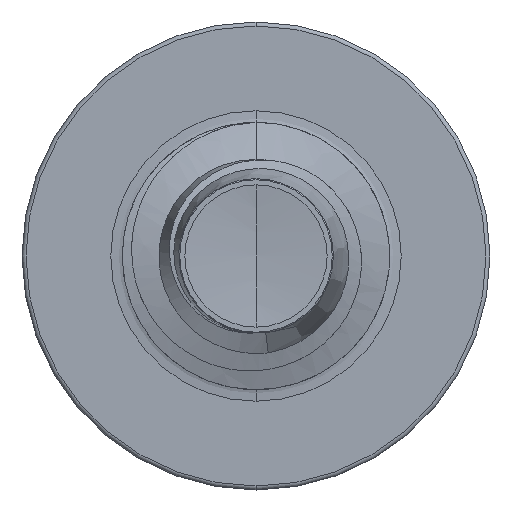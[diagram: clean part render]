
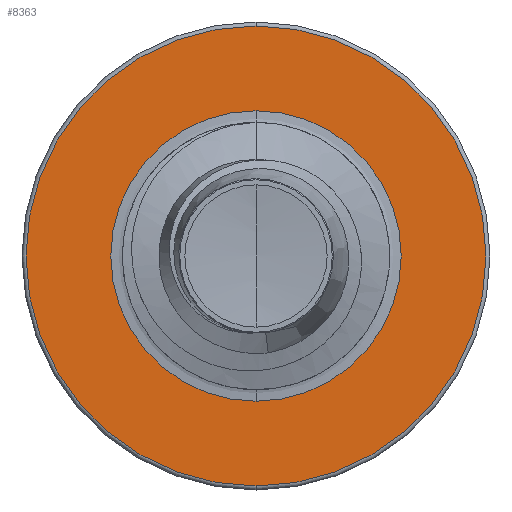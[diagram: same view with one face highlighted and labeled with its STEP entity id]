
A CAD part, front view. The second image highlights one B-rep face of the part: STEP entity #8363.
In plain terms, the highlighted planar face has unit normal (0, -1, 0).
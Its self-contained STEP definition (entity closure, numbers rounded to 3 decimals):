
#123 = FACE_OUTER_BOUND ( 'NONE', #7898, .T. ) ;
#612 = CARTESIAN_POINT ( 'NONE',  ( 0., 2.25, 1.086 ) ) ;
#1169 = VERTEX_POINT ( 'NONE', #612 ) ;
#1343 = CIRCLE ( 'NONE', #7339, 1.72 ) ;
#1533 = DIRECTION ( 'NONE',  ( 0., 0., 1. ) ) ;
#1549 = DIRECTION ( 'NONE',  ( 0., 1., 0. ) ) ;
#1575 = CARTESIAN_POINT ( 'NONE',  ( 0., 2.25, -1.086 ) ) ;
#1711 = DIRECTION ( 'NONE',  ( 0., 0., 1. ) ) ;
#1836 = PLANE ( 'NONE',  #8064 ) ;
#1887 = ORIENTED_EDGE ( 'NONE', *, *, #6656, .F. ) ;
#2018 = DIRECTION ( 'NONE',  ( 0., 1., 0. ) ) ;
#2042 = CARTESIAN_POINT ( 'NONE',  ( 0., 2.25, 0. ) ) ;
#2406 = EDGE_CURVE ( 'NONE', #5291, #6237, #9828, .T. ) ;
#2916 = DIRECTION ( 'NONE',  ( 0., 1., 0. ) ) ;
#3347 = AXIS2_PLACEMENT_3D ( 'NONE', #5620, #5603, #5584 ) ;
#3365 = CARTESIAN_POINT ( 'NONE',  ( 0., 2.25, -1.72 ) ) ;
#3973 = CARTESIAN_POINT ( 'NONE',  ( 0., 2.25, 0. ) ) ;
#4490 = AXIS2_PLACEMENT_3D ( 'NONE', #3973, #8041, #4559 ) ;
#4559 = DIRECTION ( 'NONE',  ( 0., 0., 1. ) ) ;
#4819 = CIRCLE ( 'NONE', #3347, 1.086 ) ;
#5033 = ORIENTED_EDGE ( 'NONE', *, *, #2406, .F. ) ;
#5291 = VERTEX_POINT ( 'NONE', #9884 ) ;
#5584 = DIRECTION ( 'NONE',  ( 0., 0., 1. ) ) ;
#5603 = DIRECTION ( 'NONE',  ( 0., 1., 0. ) ) ;
#5613 = ORIENTED_EDGE ( 'NONE', *, *, #10330, .T. ) ;
#5620 = CARTESIAN_POINT ( 'NONE',  ( 0., 2.25, 0. ) ) ;
#6237 = VERTEX_POINT ( 'NONE', #3365 ) ;
#6656 = EDGE_CURVE ( 'NONE', #6237, #5291, #1343, .T. ) ;
#7243 = EDGE_CURVE ( 'NONE', #1169, #7364, #4819, .T. ) ;
#7339 = AXIS2_PLACEMENT_3D ( 'NONE', #2042, #2018, #1711 ) ;
#7364 = VERTEX_POINT ( 'NONE', #7412 ) ;
#7412 = CARTESIAN_POINT ( 'NONE',  ( 0., 2.25, -1.086 ) ) ;
#7589 = ORIENTED_EDGE ( 'NONE', *, *, #7243, .T. ) ;
#7898 = EDGE_LOOP ( 'NONE', ( #5033, #1887 ) ) ;
#8041 = DIRECTION ( 'NONE',  ( 0., 1., 0. ) ) ;
#8064 = AXIS2_PLACEMENT_3D ( 'NONE', #1575, #1549, #1533 ) ;
#8363 = ADVANCED_FACE ( 'NONE', ( #123, #8479 ), #1836, .F. ) ;
#8418 = CARTESIAN_POINT ( 'NONE',  ( 0., 2.25, 0. ) ) ;
#8479 = FACE_BOUND ( 'NONE', #9513, .T. ) ;
#8842 = DIRECTION ( 'NONE',  ( 0., 0., 1. ) ) ;
#9158 = AXIS2_PLACEMENT_3D ( 'NONE', #8418, #2916, #8842 ) ;
#9345 = CIRCLE ( 'NONE', #9158, 1.086 ) ;
#9513 = EDGE_LOOP ( 'NONE', ( #7589, #5613 ) ) ;
#9828 = CIRCLE ( 'NONE', #4490, 1.72 ) ;
#9884 = CARTESIAN_POINT ( 'NONE',  ( 0., 2.25, 1.72 ) ) ;
#10330 = EDGE_CURVE ( 'NONE', #7364, #1169, #9345, .T. ) ;
